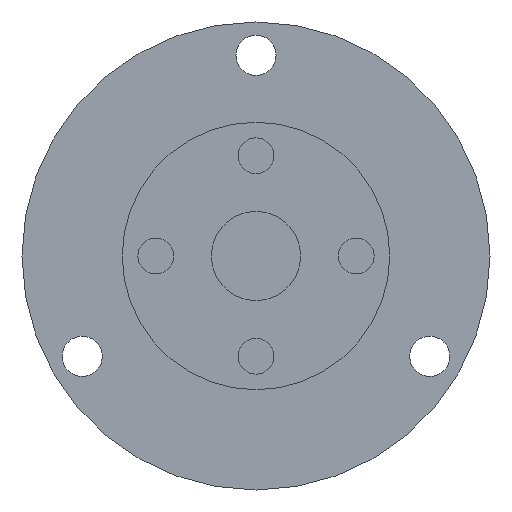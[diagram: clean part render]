
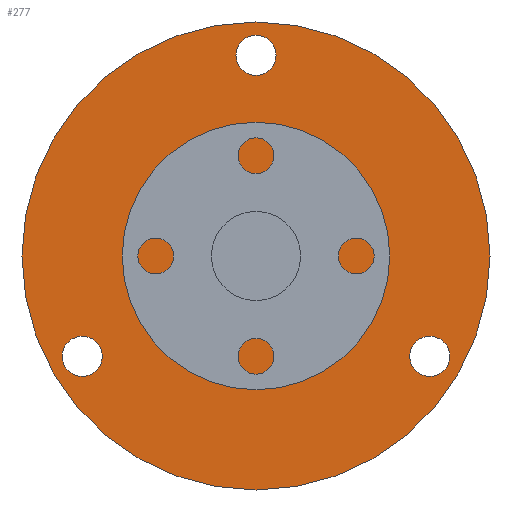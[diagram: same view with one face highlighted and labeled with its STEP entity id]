
A CAD part, left-side view. The second image highlights one B-rep face of the part: STEP entity #277.
In plain terms, the highlighted planar face has unit normal (-1, 0, 0).
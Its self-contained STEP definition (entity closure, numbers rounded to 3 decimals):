
#28=FACE_BOUND('',#82,.T.);
#29=FACE_BOUND('',#83,.T.);
#30=FACE_BOUND('',#84,.T.);
#31=FACE_BOUND('',#85,.T.);
#36=PLANE('',#329);
#52=FACE_OUTER_BOUND('',#81,.T.);
#81=EDGE_LOOP('',(#246));
#82=EDGE_LOOP('',(#247));
#83=EDGE_LOOP('',(#248));
#84=EDGE_LOOP('',(#249));
#85=EDGE_LOOP('',(#250));
#120=CIRCLE('',#312,10.);
#123=CIRCLE('',#318,4.5);
#125=CIRCLE('',#321,4.5);
#127=CIRCLE('',#324,4.5);
#129=CIRCLE('',#327,52.5);
#142=VERTEX_POINT('',#457);
#145=VERTEX_POINT('',#468);
#147=VERTEX_POINT('',#474);
#149=VERTEX_POINT('',#480);
#151=VERTEX_POINT('',#486);
#170=EDGE_CURVE('',#142,#142,#120,.T.);
#175=EDGE_CURVE('',#145,#145,#123,.T.);
#178=EDGE_CURVE('',#147,#147,#125,.T.);
#181=EDGE_CURVE('',#149,#149,#127,.T.);
#184=EDGE_CURVE('',#151,#151,#129,.T.);
#246=ORIENTED_EDGE('',*,*,#184,.F.);
#247=ORIENTED_EDGE('',*,*,#170,.T.);
#248=ORIENTED_EDGE('',*,*,#181,.F.);
#249=ORIENTED_EDGE('',*,*,#178,.F.);
#250=ORIENTED_EDGE('',*,*,#175,.F.);
#277=ADVANCED_FACE('',(#52,#28,#29,#30,#31),#36,.F.);
#312=AXIS2_PLACEMENT_3D('',#459,#378,#379);
#318=AXIS2_PLACEMENT_3D('',#470,#392,#393);
#321=AXIS2_PLACEMENT_3D('',#476,#399,#400);
#324=AXIS2_PLACEMENT_3D('',#482,#406,#407);
#327=AXIS2_PLACEMENT_3D('',#488,#413,#414);
#329=AXIS2_PLACEMENT_3D('',#490,#417,#418);
#378=DIRECTION('center_axis',(1.,0.,0.));
#379=DIRECTION('ref_axis',(0.,1.,0.));
#392=DIRECTION('center_axis',(-1.,0.,0.));
#393=DIRECTION('ref_axis',(0.,1.,0.));
#399=DIRECTION('center_axis',(-1.,0.,0.));
#400=DIRECTION('ref_axis',(0.,1.,0.));
#406=DIRECTION('center_axis',(-1.,0.,0.));
#407=DIRECTION('ref_axis',(0.,1.,0.));
#413=DIRECTION('center_axis',(1.,0.,0.));
#414=DIRECTION('ref_axis',(0.,1.,0.));
#417=DIRECTION('center_axis',(1.,0.,0.));
#418=DIRECTION('ref_axis',(0.,1.,0.));
#457=CARTESIAN_POINT('',(0.,-10.,0.));
#459=CARTESIAN_POINT('Origin',(0.,0.,0.));
#468=CARTESIAN_POINT('',(0.,-43.5,-22.516));
#470=CARTESIAN_POINT('Origin',(0.,-39.,-22.516));
#474=CARTESIAN_POINT('',(0.,34.5,-22.518));
#476=CARTESIAN_POINT('Origin',(0.,39.,-22.518));
#480=CARTESIAN_POINT('',(0.,-4.5,45.034));
#482=CARTESIAN_POINT('Origin',(0.,0.,45.034));
#486=CARTESIAN_POINT('',(0.,-52.5,0.));
#488=CARTESIAN_POINT('Origin',(0.,0.,0.));
#490=CARTESIAN_POINT('Origin',(0.,0.,0.));
